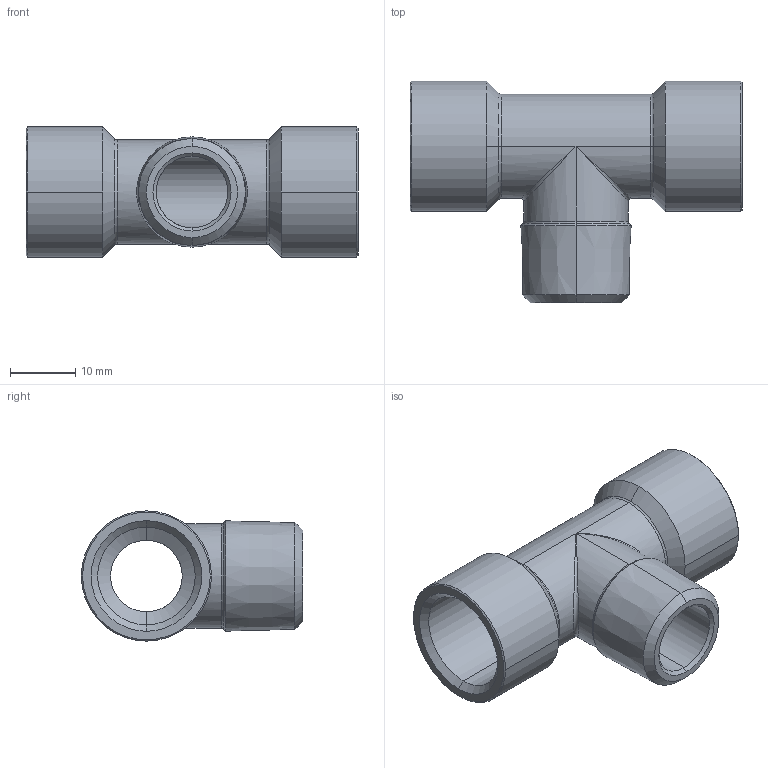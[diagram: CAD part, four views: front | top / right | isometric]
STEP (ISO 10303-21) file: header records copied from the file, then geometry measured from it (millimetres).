
FILE_DESCRIPTION (( 'STEP AP203' ), '1' );
FILE_NAME ('X5140003.STEP', '2011-10-25T08:29:23', ( 'SP' ), ( 'sopra-pneumatic' ), 'SwSTEP 2.0', 'SolidWorks 2011', '' );
FILE_SCHEMA (( 'CONFIG_CONTROL_DESIGN' ));
Length unit declared in the file: millimetre
Products named in the file (1): X5140003
Bounding box: 51 x 34 x 20 mm (x, y, z)
Volume: 7894.7 mm3; surface area: 6749 mm2
Topology: 1 solids, 1 shells, 53 faces, 114 edges, 58 vertices
Faces by surface type: cone 24, cylinder 18, torus 6, plane 3, bspline 2
Entity records: 1631 total; most frequent: CARTESIAN_POINT 418, DIRECTION 268, ORIENTED_EDGE 220, AXIS2_PLACEMENT_3D 112, EDGE_CURVE 110, CIRCLE 60, VERTEX_POINT 58, EDGE_LOOP 56
